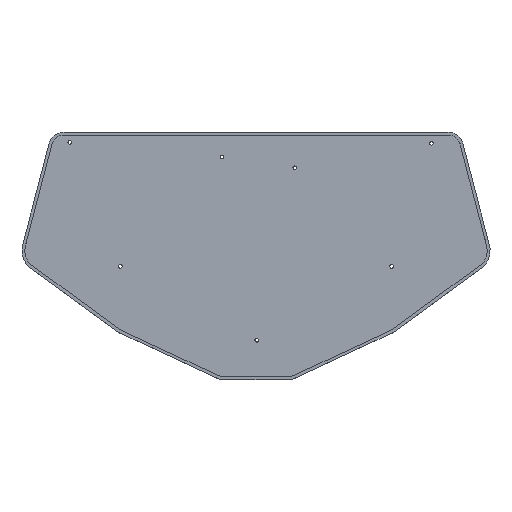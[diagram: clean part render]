
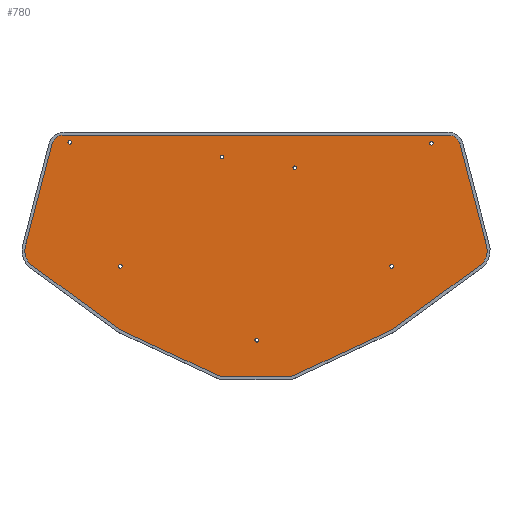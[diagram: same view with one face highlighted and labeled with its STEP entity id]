
A CAD part, top view. The second image highlights one B-rep face of the part: STEP entity #780.
In plain terms, the highlighted planar face has unit normal (0, 0, 1).
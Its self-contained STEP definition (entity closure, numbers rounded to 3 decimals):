
#21=FACE_BOUND('',#124,.T.);
#22=FACE_BOUND('',#125,.T.);
#23=FACE_BOUND('',#126,.T.);
#24=FACE_BOUND('',#127,.T.);
#25=FACE_BOUND('',#128,.T.);
#26=FACE_BOUND('',#129,.T.);
#27=FACE_BOUND('',#130,.T.);
#49=PLANE('',#859);
#83=FACE_OUTER_BOUND('',#123,.T.);
#123=EDGE_LOOP('',(#647,#648,#649,#650,#651,#652,#653,#654,#655,#656,#657,
#658));
#124=EDGE_LOOP('',(#659));
#125=EDGE_LOOP('',(#660));
#126=EDGE_LOOP('',(#661));
#127=EDGE_LOOP('',(#662));
#128=EDGE_LOOP('',(#663));
#129=EDGE_LOOP('',(#664));
#130=EDGE_LOOP('',(#665));
#188=LINE('',#1220,#267);
#190=LINE('',#1224,#269);
#193=LINE('',#1232,#272);
#197=LINE('',#1242,#276);
#201=LINE('',#1250,#280);
#204=LINE('',#1255,#283);
#207=LINE('',#1263,#286);
#208=LINE('',#1267,#287);
#267=VECTOR('',#988,10.);
#269=VECTOR('',#992,10.);
#272=VECTOR('',#1001,10.);
#276=VECTOR('',#1011,10.);
#280=VECTOR('',#1017,10.);
#283=VECTOR('',#1022,10.);
#286=VECTOR('',#1031,10.);
#287=VECTOR('',#1038,10.);
#310=CIRCLE('',#810,1.);
#312=CIRCLE('',#813,1.);
#314=CIRCLE('',#816,1.);
#316=CIRCLE('',#819,1.);
#318=CIRCLE('',#822,1.);
#320=CIRCLE('',#825,1.);
#322=CIRCLE('',#828,1.);
#332=CIRCLE('',#846,10.769);
#333=CIRCLE('',#849,7.07);
#334=CIRCLE('',#854,10.769);
#335=CIRCLE('',#857,7.07);
#340=VERTEX_POINT('',#1102);
#342=VERTEX_POINT('',#1108);
#344=VERTEX_POINT('',#1114);
#346=VERTEX_POINT('',#1120);
#348=VERTEX_POINT('',#1126);
#350=VERTEX_POINT('',#1132);
#352=VERTEX_POINT('',#1138);
#386=VERTEX_POINT('',#1217);
#387=VERTEX_POINT('',#1219);
#388=VERTEX_POINT('',#1223);
#389=VERTEX_POINT('',#1227);
#390=VERTEX_POINT('',#1231);
#391=VERTEX_POINT('',#1235);
#393=VERTEX_POINT('',#1241);
#395=VERTEX_POINT('',#1247);
#396=VERTEX_POINT('',#1249);
#397=VERTEX_POINT('',#1253);
#398=VERTEX_POINT('',#1257);
#399=VERTEX_POINT('',#1261);
#414=EDGE_CURVE('',#340,#340,#310,.T.);
#417=EDGE_CURVE('',#342,#342,#312,.T.);
#420=EDGE_CURVE('',#344,#344,#314,.T.);
#423=EDGE_CURVE('',#346,#346,#316,.T.);
#426=EDGE_CURVE('',#348,#348,#318,.T.);
#429=EDGE_CURVE('',#350,#350,#320,.T.);
#432=EDGE_CURVE('',#352,#352,#322,.T.);
#472=EDGE_CURVE('',#386,#387,#188,.T.);
#474=EDGE_CURVE('',#387,#388,#190,.T.);
#476=EDGE_CURVE('',#388,#389,#332,.T.);
#478=EDGE_CURVE('',#389,#390,#193,.T.);
#480=EDGE_CURVE('',#390,#391,#333,.T.);
#483=EDGE_CURVE('',#391,#393,#197,.T.);
#487=EDGE_CURVE('',#395,#396,#201,.T.);
#490=EDGE_CURVE('',#397,#395,#204,.T.);
#492=EDGE_CURVE('',#398,#397,#334,.T.);
#494=EDGE_CURVE('',#399,#398,#207,.T.);
#495=EDGE_CURVE('',#393,#399,#335,.T.);
#496=EDGE_CURVE('',#396,#386,#208,.T.);
#647=ORIENTED_EDGE('',*,*,#483,.F.);
#648=ORIENTED_EDGE('',*,*,#480,.F.);
#649=ORIENTED_EDGE('',*,*,#478,.F.);
#650=ORIENTED_EDGE('',*,*,#476,.F.);
#651=ORIENTED_EDGE('',*,*,#474,.F.);
#652=ORIENTED_EDGE('',*,*,#472,.F.);
#653=ORIENTED_EDGE('',*,*,#496,.F.);
#654=ORIENTED_EDGE('',*,*,#487,.F.);
#655=ORIENTED_EDGE('',*,*,#490,.F.);
#656=ORIENTED_EDGE('',*,*,#492,.F.);
#657=ORIENTED_EDGE('',*,*,#494,.F.);
#658=ORIENTED_EDGE('',*,*,#495,.F.);
#659=ORIENTED_EDGE('',*,*,#414,.T.);
#660=ORIENTED_EDGE('',*,*,#417,.T.);
#661=ORIENTED_EDGE('',*,*,#420,.T.);
#662=ORIENTED_EDGE('',*,*,#423,.T.);
#663=ORIENTED_EDGE('',*,*,#426,.T.);
#664=ORIENTED_EDGE('',*,*,#429,.T.);
#665=ORIENTED_EDGE('',*,*,#432,.T.);
#780=ADVANCED_FACE('',(#83,#21,#22,#23,#24,#25,#26,#27),#49,.T.);
#810=AXIS2_PLACEMENT_3D('',#1103,#884,#885);
#813=AXIS2_PLACEMENT_3D('',#1109,#891,#892);
#816=AXIS2_PLACEMENT_3D('',#1115,#898,#899);
#819=AXIS2_PLACEMENT_3D('',#1121,#905,#906);
#822=AXIS2_PLACEMENT_3D('',#1127,#912,#913);
#825=AXIS2_PLACEMENT_3D('',#1133,#919,#920);
#828=AXIS2_PLACEMENT_3D('',#1139,#926,#927);
#846=AXIS2_PLACEMENT_3D('',#1228,#996,#997);
#849=AXIS2_PLACEMENT_3D('',#1236,#1005,#1006);
#854=AXIS2_PLACEMENT_3D('',#1259,#1026,#1027);
#857=AXIS2_PLACEMENT_3D('',#1265,#1034,#1035);
#859=AXIS2_PLACEMENT_3D('',#1268,#1039,#1040);
#884=DIRECTION('center_axis',(0.,0.,-1.));
#885=DIRECTION('ref_axis',(-1.,0.,0.));
#891=DIRECTION('center_axis',(0.,0.,-1.));
#892=DIRECTION('ref_axis',(-1.,0.,0.));
#898=DIRECTION('center_axis',(0.,0.,-1.));
#899=DIRECTION('ref_axis',(-1.,0.,0.));
#905=DIRECTION('center_axis',(0.,0.,-1.));
#906=DIRECTION('ref_axis',(-1.,0.,0.));
#912=DIRECTION('center_axis',(0.,0.,-1.));
#913=DIRECTION('ref_axis',(-1.,0.,0.));
#919=DIRECTION('center_axis',(0.,0.,-1.));
#920=DIRECTION('ref_axis',(-1.,0.,0.));
#926=DIRECTION('center_axis',(0.,0.,-1.));
#927=DIRECTION('ref_axis',(-1.,0.,0.));
#988=DIRECTION('',(-0.907,0.422,0.));
#992=DIRECTION('',(-0.807,0.591,0.));
#996=DIRECTION('center_axis',(0.,0.,-1.));
#997=DIRECTION('ref_axis',(-0.971,0.237,0.));
#1001=DIRECTION('',(0.252,0.968,0.));
#1005=DIRECTION('center_axis',(0.,0.,-1.));
#1006=DIRECTION('ref_axis',(0.,1.,0.));
#1011=DIRECTION('',(1.,0.,0.));
#1017=DIRECTION('',(-0.907,-0.422,0.));
#1022=DIRECTION('',(-0.807,-0.59,0.));
#1026=DIRECTION('center_axis',(0.,0.,-1.));
#1027=DIRECTION('ref_axis',(0.753,-0.658,0.));
#1031=DIRECTION('',(0.252,-0.968,0.));
#1034=DIRECTION('center_axis',(0.,0.,-1.));
#1035=DIRECTION('ref_axis',(0.976,0.219,0.));
#1038=DIRECTION('',(-1.,0.,0.));
#1039=DIRECTION('center_axis',(0.,0.,1.));
#1040=DIRECTION('ref_axis',(1.,0.,0.));
#1102=CARTESIAN_POINT('',(-74.,-9.4,-5.));
#1103=CARTESIAN_POINT('Origin',(-75.,-9.4,-5.));
#1108=CARTESIAN_POINT('',(1.,-50.,-5.));
#1109=CARTESIAN_POINT('Origin',(0.,-50.,-5.));
#1114=CARTESIAN_POINT('',(75.15,-9.4,-5.));
#1115=CARTESIAN_POINT('Origin',(74.15,-9.4,-5.));
#1120=CARTESIAN_POINT('',(97.032,58.291,-5.));
#1121=CARTESIAN_POINT('Origin',(96.032,58.291,-5.));
#1126=CARTESIAN_POINT('',(21.932,44.791,-5.));
#1127=CARTESIAN_POINT('Origin',(20.932,44.791,-5.));
#1132=CARTESIAN_POINT('',(-101.8,58.8,-5.));
#1133=CARTESIAN_POINT('Origin',(-102.8,58.8,-5.));
#1138=CARTESIAN_POINT('',(-18.,50.8,-5.));
#1139=CARTESIAN_POINT('Origin',(-19.,50.8,-5.));
#1217=CARTESIAN_POINT('',(-19.484,-70.21,-5.));
#1219=CARTESIAN_POINT('',(-74.963,-44.406,-5.));
#1220=CARTESIAN_POINT('',(-54.147,-54.087,-5.));
#1223=CARTESIAN_POINT('',(-124.751,-7.974,-5.));
#1224=CARTESIAN_POINT('',(-87.845,-34.979,-5.));
#1227=CARTESIAN_POINT('',(-127.179,1.763,-5.));
#1228=CARTESIAN_POINT('Origin',(-116.72,-0.8,-5.));
#1231=CARTESIAN_POINT('',(-112.745,57.272,-5.));
#1232=CARTESIAN_POINT('',(-115.277,47.537,-5.));
#1235=CARTESIAN_POINT('',(-105.85,62.78,-5.));
#1236=CARTESIAN_POINT('Origin',(-105.85,55.71,-5.));
#1241=CARTESIAN_POINT('',(105.032,62.79,-5.));
#1242=CARTESIAN_POINT('',(52.312,62.788,-5.));
#1247=CARTESIAN_POINT('',(74.153,-44.406,-5.));
#1249=CARTESIAN_POINT('',(18.674,-70.21,-5.));
#1250=CARTESIAN_POINT('',(25.742,-66.922,-5.));
#1253=CARTESIAN_POINT('',(123.938,-7.979,-5.));
#1255=CARTESIAN_POINT('',(62.222,-53.135,-5.));
#1257=CARTESIAN_POINT('',(126.366,1.758,-5.));
#1259=CARTESIAN_POINT('Origin',(115.906,-0.805,-5.));
#1261=CARTESIAN_POINT('',(111.927,57.283,-5.));
#1263=CARTESIAN_POINT('',(121.68,19.775,-5.));
#1265=CARTESIAN_POINT('Origin',(105.032,55.72,-5.));
#1267=CARTESIAN_POINT('',(-9.834,-70.21,-5.));
#1268=CARTESIAN_POINT('Origin',(-0.405,7.257,-5.));
